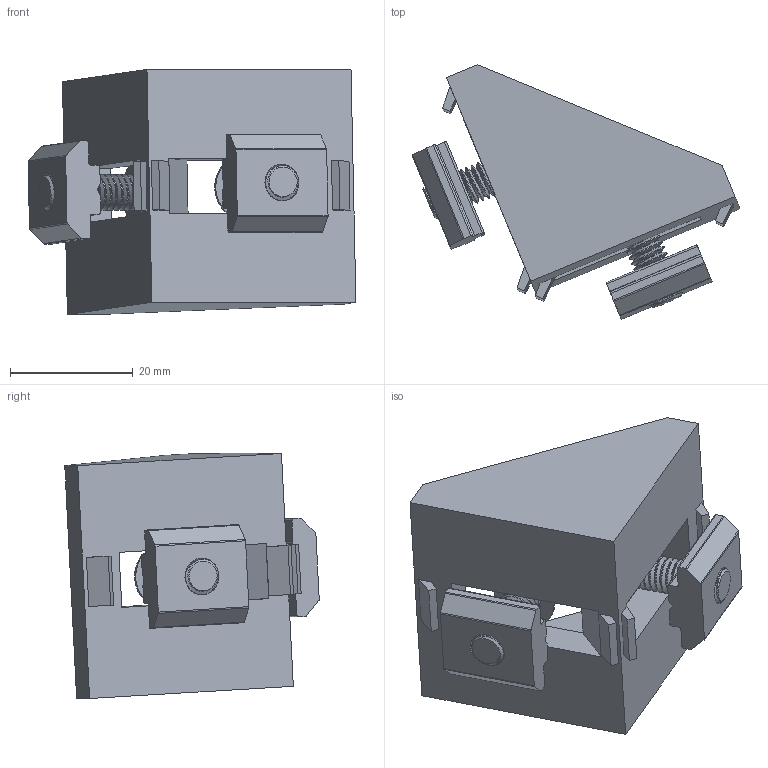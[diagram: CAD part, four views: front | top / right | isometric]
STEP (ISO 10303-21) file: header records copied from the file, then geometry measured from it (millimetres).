
FILE_DESCRIPTION(/* description */ ('Alibre Inc.'),/* implementation_level */ '2;1');
FILE_NAME(/* name */ 'export-665536D8-CD10-4AEC-A624-F82C3DD79A1C',/* time_stamp */ '2022-04-11T23:13:43+03:00',/* author */ (''),/* organization */ (''),/* preprocessor_version */ 'ST-DEVELOPER v17',/* originating_system */ 'Alibre',/* authorisation */ '');
FILE_SCHEMA (('CONFIG_CONTROL_DESIGN'));
Length unit declared in the file: millimetre
Bounding box: 53.43 x 41.47 x 39.93 mm (x, y, z)
Volume: 19576.3 mm3; surface area: 11249.6 mm2
Topology: 5 solids, 5 shells, 276 faces, 734 edges, 472 vertices
Faces by surface type: cylinder 116, plane 96, cone 42, bspline 18, sphere 4
Entity records: 11627 total; most frequent: CARTESIAN_POINT 7607, ORIENTED_EDGE 840, DIRECTION 575, EDGE_CURVE 420, VERTEX_POINT 270, VECTOR 224, LINE 224, AXIS2_PLACEMENT_3D 210
